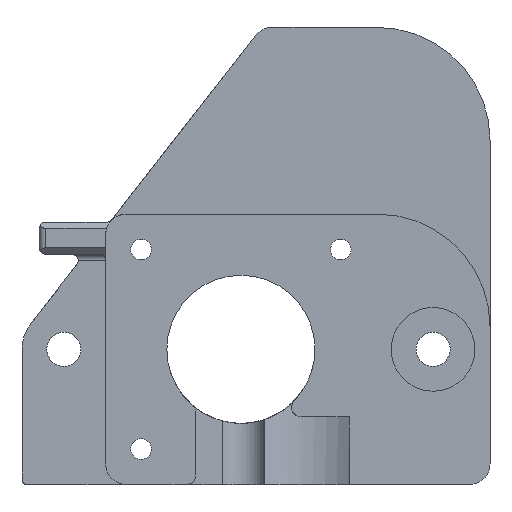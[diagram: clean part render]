
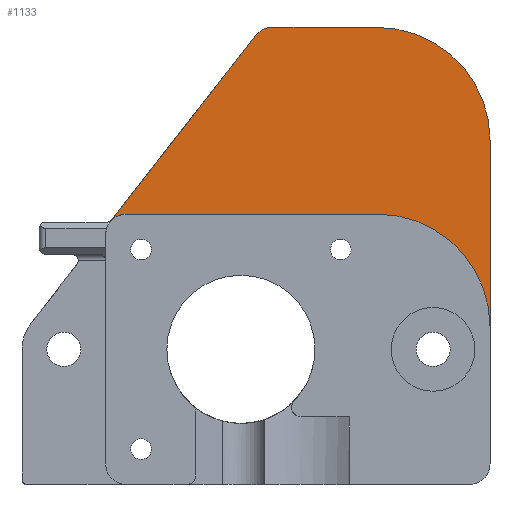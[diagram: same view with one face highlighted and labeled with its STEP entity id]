
A CAD part, front view. The second image highlights one B-rep face of the part: STEP entity #1133.
In plain terms, the highlighted planar face has unit normal (0, -1, 0).
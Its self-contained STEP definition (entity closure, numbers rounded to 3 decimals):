
#37 = CARTESIAN_POINT ( 'NONE',  ( 212.784, 26., 170.99 ) ) ;
#53 = AXIS2_PLACEMENT_3D ( 'NONE', #5422, #1414, #2745 ) ;
#66 = PLANE ( 'NONE',  #1548 ) ;
#102 = CIRCLE ( 'NONE', #5665, 17.5 ) ;
#114 = CARTESIAN_POINT ( 'NONE',  ( 196.414, 26., 167.79 ) ) ;
#143 = EDGE_CURVE ( 'NONE', #467, #2382, #3102, .T. ) ;
#151 = DIRECTION ( 'NONE',  ( 0., 1., 0. ) ) ;
#180 = EDGE_CURVE ( 'NONE', #2895, #2226, #4026, .T. ) ;
#467 = VERTEX_POINT ( 'NONE', #4911 ) ;
#527 = ORIENTED_EDGE ( 'NONE', *, *, #2893, .F. ) ;
#611 = VECTOR ( 'NONE', #5098, 1000. ) ;
#898 = CARTESIAN_POINT ( 'NONE',  ( 170.829, 26., 141.768 ) ) ;
#919 = VERTEX_POINT ( 'NONE', #3375 ) ;
#925 = VERTEX_POINT ( 'NONE', #1632 ) ;
#1078 = EDGE_CURVE ( 'NONE', #2226, #1575, #2730, .T. ) ;
#1103 = VECTOR ( 'NONE', #2340, 1000. ) ;
#1133 = ADVANCED_FACE ( 'NONE', ( #1330 ), #66, .F. ) ;
#1296 = VERTEX_POINT ( 'NONE', #4260 ) ;
#1330 = FACE_OUTER_BOUND ( 'NONE', #4314, .T. ) ;
#1408 = AXIS2_PLACEMENT_3D ( 'NONE', #2387, #5125, #2886 ) ;
#1414 = DIRECTION ( 'NONE',  ( 0., -1., 0. ) ) ;
#1548 = AXIS2_PLACEMENT_3D ( 'NONE', #2486, #2014, #1953 ) ;
#1557 = ORIENTED_EDGE ( 'NONE', *, *, #5707, .F. ) ;
#1575 = VERTEX_POINT ( 'NONE', #5486 ) ;
#1582 = AXIS2_PLACEMENT_3D ( 'NONE', #114, #151, #3292 ) ;
#1632 = CARTESIAN_POINT ( 'NONE',  ( 230.284, 26., 153.49 ) ) ;
#1751 = DIRECTION ( 'NONE',  ( 0., -1., 0. ) ) ;
#1793 = ORIENTED_EDGE ( 'NONE', *, *, #2118, .F. ) ;
#1916 = LINE ( 'NONE', #3693, #4185 ) ;
#1953 = DIRECTION ( 'NONE',  ( 0., 0., 1. ) ) ;
#2014 = DIRECTION ( 'NONE',  ( 0., 1., 0. ) ) ;
#2118 = EDGE_CURVE ( 'NONE', #1575, #1296, #3849, .T. ) ;
#2126 = DIRECTION ( 'NONE',  ( 0., 0., -1. ) ) ;
#2153 = DIRECTION ( 'NONE',  ( 0., 1., 0. ) ) ;
#2185 = CIRCLE ( 'NONE', #4841, 1. ) ;
#2187 = EDGE_CURVE ( 'NONE', #919, #467, #3407, .T. ) ;
#2226 = VERTEX_POINT ( 'NONE', #2821 ) ;
#2270 = ORIENTED_EDGE ( 'NONE', *, *, #2187, .F. ) ;
#2340 = DIRECTION ( 'NONE',  ( -1., 0., 0. ) ) ;
#2382 = VERTEX_POINT ( 'NONE', #2933 ) ;
#2387 = CARTESIAN_POINT ( 'NONE',  ( 212.784, 26., 124.5 ) ) ;
#2486 = CARTESIAN_POINT ( 'NONE',  ( 173.8, 26., 138.8 ) ) ;
#2525 = ORIENTED_EDGE ( 'NONE', *, *, #143, .F. ) ;
#2604 = DIRECTION ( 'NONE',  ( 0., 0., -1. ) ) ;
#2730 = LINE ( 'NONE', #3724, #1103 ) ;
#2745 = DIRECTION ( 'NONE',  ( 0., 0., 1. ) ) ;
#2756 = VERTEX_POINT ( 'NONE', #37 ) ;
#2821 = CARTESIAN_POINT ( 'NONE',  ( 212.784, 26., 142. ) ) ;
#2886 = DIRECTION ( 'NONE',  ( 0., 0., 1. ) ) ;
#2893 = EDGE_CURVE ( 'NONE', #2382, #2756, #1916, .T. ) ;
#2895 = VERTEX_POINT ( 'NONE', #3754 ) ;
#2915 = VECTOR ( 'NONE', #2126, 1000. ) ;
#2933 = CARTESIAN_POINT ( 'NONE',  ( 196.414, 26., 170.99 ) ) ;
#3069 = DIRECTION ( 'NONE',  ( 0., 0., 1. ) ) ;
#3102 = CIRCLE ( 'NONE', #1582, 3.2 ) ;
#3292 = DIRECTION ( 'NONE',  ( 0., 0., -1. ) ) ;
#3368 = EDGE_CURVE ( 'NONE', #919, #1296, #2185, .T. ) ;
#3375 = CARTESIAN_POINT ( 'NONE',  ( 171.439, 26., 140.976 ) ) ;
#3407 = LINE ( 'NONE', #4174, #611 ) ;
#3499 = ORIENTED_EDGE ( 'NONE', *, *, #5178, .F. ) ;
#3693 = CARTESIAN_POINT ( 'NONE',  ( 196.414, 26., 170.99 ) ) ;
#3724 = CARTESIAN_POINT ( 'NONE',  ( 173.8, 26., 142. ) ) ;
#3754 = CARTESIAN_POINT ( 'NONE',  ( 230.284, 26., 124.5 ) ) ;
#3849 = CIRCLE ( 'NONE', #53, 3.2 ) ;
#4026 = CIRCLE ( 'NONE', #1408, 17.5 ) ;
#4174 = CARTESIAN_POINT ( 'NONE',  ( 171.277, 26., 140.768 ) ) ;
#4185 = VECTOR ( 'NONE', #5085, 1000. ) ;
#4204 = ORIENTED_EDGE ( 'NONE', *, *, #180, .F. ) ;
#4260 = CARTESIAN_POINT ( 'NONE',  ( 171.536, 26., 141.061 ) ) ;
#4314 = EDGE_LOOP ( 'NONE', ( #2270, #5078, #1793, #5026, #4204, #1557, #3499, #527, #2525 ) ) ;
#4453 = CARTESIAN_POINT ( 'NONE',  ( 212.784, 26., 153.49 ) ) ;
#4609 = LINE ( 'NONE', #4808, #2915 ) ;
#4808 = CARTESIAN_POINT ( 'NONE',  ( 230.284, 26., 124.5 ) ) ;
#4841 = AXIS2_PLACEMENT_3D ( 'NONE', #898, #1751, #3069 ) ;
#4911 = CARTESIAN_POINT ( 'NONE',  ( 193.891, 26., 169.758 ) ) ;
#5026 = ORIENTED_EDGE ( 'NONE', *, *, #1078, .F. ) ;
#5078 = ORIENTED_EDGE ( 'NONE', *, *, #3368, .T. ) ;
#5085 = DIRECTION ( 'NONE',  ( 1., 0., 0. ) ) ;
#5098 = DIRECTION ( 'NONE',  ( 0.615, 0., 0.788 ) ) ;
#5125 = DIRECTION ( 'NONE',  ( 0., -1., 0. ) ) ;
#5178 = EDGE_CURVE ( 'NONE', #2756, #925, #102, .T. ) ;
#5422 = CARTESIAN_POINT ( 'NONE',  ( 173.8, 26., 138.8 ) ) ;
#5486 = CARTESIAN_POINT ( 'NONE',  ( 173.8, 26., 142. ) ) ;
#5665 = AXIS2_PLACEMENT_3D ( 'NONE', #4453, #2153, #2604 ) ;
#5707 = EDGE_CURVE ( 'NONE', #925, #2895, #4609, .T. ) ;
